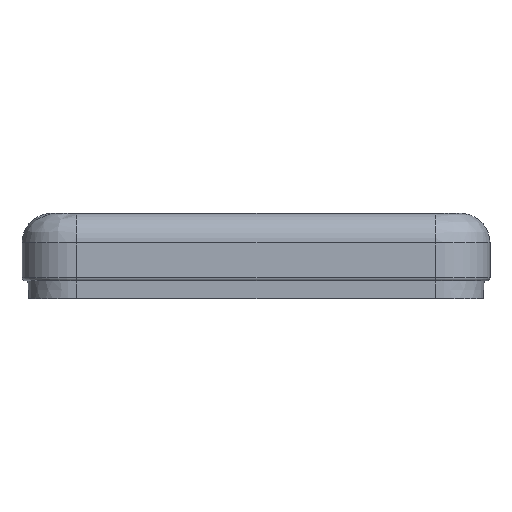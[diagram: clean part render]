
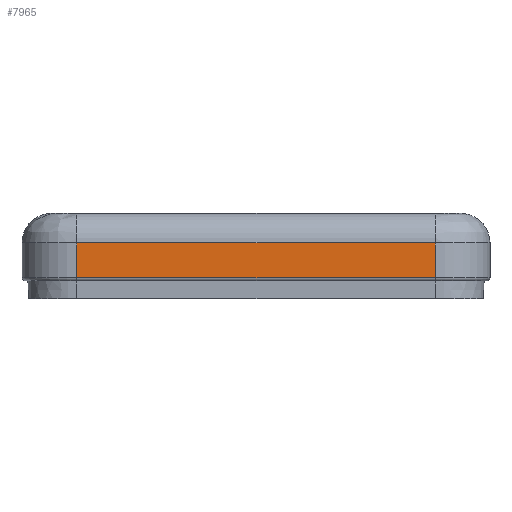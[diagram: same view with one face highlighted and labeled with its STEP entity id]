
A CAD part, front view. The second image highlights one B-rep face of the part: STEP entity #7965.
In plain terms, the highlighted planar face has unit normal (0, -1, 0).
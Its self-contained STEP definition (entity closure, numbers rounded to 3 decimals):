
#512=PLANE('',#8915);
#947=FACE_OUTER_BOUND('',#1418,.T.);
#1418=EDGE_LOOP('',(#7466,#7467,#7468,#7469));
#1490=LINE('',#11812,#2072);
#1942=LINE('',#13965,#2524);
#1999=LINE('',#14541,#2581);
#2000=LINE('',#14576,#2582);
#2072=VECTOR('',#9109,10.);
#2524=VECTOR('',#10895,10.);
#2581=VECTOR('',#11382,10.);
#2582=VECTOR('',#11391,10.);
#3210=VERTEX_POINT('',#11804);
#3212=VERTEX_POINT('',#11810);
#3771=VERTEX_POINT('',#13963);
#3869=VERTEX_POINT('',#14536);
#3994=EDGE_CURVE('',#3212,#3210,#1490,.T.);
#4872=EDGE_CURVE('',#3771,#3212,#1942,.T.);
#5066=EDGE_CURVE('',#3869,#3771,#1999,.T.);
#5069=EDGE_CURVE('',#3869,#3210,#2000,.T.);
#7466=ORIENTED_EDGE('',*,*,#3994,.F.);
#7467=ORIENTED_EDGE('',*,*,#4872,.F.);
#7468=ORIENTED_EDGE('',*,*,#5066,.F.);
#7469=ORIENTED_EDGE('',*,*,#5069,.T.);
#7965=ADVANCED_FACE('',(#947),#512,.T.);
#8915=AXIS2_PLACEMENT_3D('',#14578,#11394,#11395);
#9109=DIRECTION('',(-1.,0.,0.));
#10895=DIRECTION('',(0.,0.,-1.));
#11382=DIRECTION('',(1.,0.,0.));
#11391=DIRECTION('',(0.,0.,-1.));
#11394=DIRECTION('center_axis',(0.,-1.,0.));
#11395=DIRECTION('ref_axis',(-1.,0.,0.));
#11804=CARTESIAN_POINT('',(-30.268,-61.,2.1));
#11810=CARTESIAN_POINT('',(30.268,-61.,2.1));
#11812=CARTESIAN_POINT('',(15.134,-61.,2.1));
#13963=CARTESIAN_POINT('',(30.268,-61.,8.));
#13965=CARTESIAN_POINT('',(30.268,-61.,0.));
#14536=CARTESIAN_POINT('',(-30.268,-61.,8.));
#14541=CARTESIAN_POINT('',(15.134,-61.,8.));
#14576=CARTESIAN_POINT('',(-30.268,-61.,0.));
#14578=CARTESIAN_POINT('Origin',(30.268,-61.,0.));
